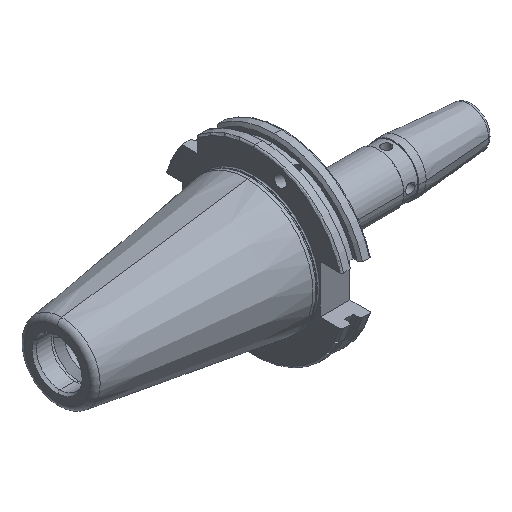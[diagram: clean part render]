
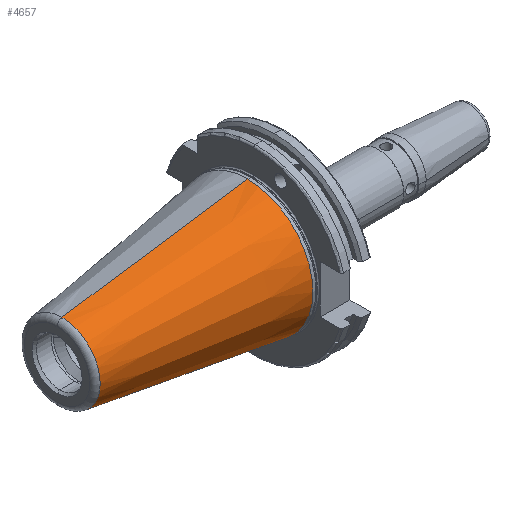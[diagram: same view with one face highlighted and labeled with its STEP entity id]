
A CAD part, isometric view. The second image highlights one B-rep face of the part: STEP entity #4657.
In plain terms, the highlighted conical face has half-angle 8.297 degrees and reference radius 34.925 mm.
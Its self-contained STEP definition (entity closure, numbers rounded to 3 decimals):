
#106 = LINE ( 'NONE', #2857, #1626 ) ;
#142 = VECTOR ( 'NONE', #1163, 1000. ) ;
#342 = CARTESIAN_POINT ( 'NONE',  ( -99.183, -20.461, 0. ) ) ;
#372 = AXIS2_PLACEMENT_3D ( 'NONE', #5203, #2360, #6923 ) ;
#475 = FACE_OUTER_BOUND ( 'NONE', #1480, .T. ) ;
#589 = VERTEX_POINT ( 'NONE', #6726 ) ;
#824 = EDGE_CURVE ( 'NONE', #2382, #3723, #2979, .T. ) ;
#886 = ORIENTED_EDGE ( 'NONE', *, *, #2668, .T. ) ;
#1066 = AXIS2_PLACEMENT_3D ( 'NONE', #6706, #3267, #7294 ) ;
#1163 = DIRECTION ( 'NONE',  ( 0.99, 0.144, 0. ) ) ;
#1480 = EDGE_LOOP ( 'NONE', ( #3031, #3974, #886, #6046 ) ) ;
#1624 = CONICAL_SURFACE ( 'NONE', #372, 34.925, 0.145 ) ;
#1626 = VECTOR ( 'NONE', #4563, 1000. ) ;
#2178 = VERTEX_POINT ( 'NONE', #4879 ) ;
#2360 = DIRECTION ( 'NONE',  ( 1., 0., 0. ) ) ;
#2382 = VERTEX_POINT ( 'NONE', #3720 ) ;
#2668 = EDGE_CURVE ( 'NONE', #2382, #2178, #5066, .T. ) ;
#2857 = CARTESIAN_POINT ( 'NONE',  ( 0., -34.925, 0. ) ) ;
#2874 = CIRCLE ( 'NONE', #4196, 34.925 ) ;
#2979 = CIRCLE ( 'NONE', #1066, 20.461 ) ;
#3031 = ORIENTED_EDGE ( 'NONE', *, *, #7169, .F. ) ;
#3267 = DIRECTION ( 'NONE',  ( -1., 0., 0. ) ) ;
#3330 = DIRECTION ( 'NONE',  ( -1., 0., 0. ) ) ;
#3720 = CARTESIAN_POINT ( 'NONE',  ( -99.183, 20.461, 0. ) ) ;
#3723 = VERTEX_POINT ( 'NONE', #342 ) ;
#3974 = ORIENTED_EDGE ( 'NONE', *, *, #824, .F. ) ;
#4196 = AXIS2_PLACEMENT_3D ( 'NONE', #6759, #3330, #7354 ) ;
#4563 = DIRECTION ( 'NONE',  ( 0.99, -0.144, 0. ) ) ;
#4566 = CARTESIAN_POINT ( 'NONE',  ( 0., 34.925, 0. ) ) ;
#4657 = ADVANCED_FACE ( 'NONE', ( #475 ), #1624, .T. ) ;
#4879 = CARTESIAN_POINT ( 'NONE',  ( 0., 34.925, 0. ) ) ;
#5066 = LINE ( 'NONE', #4566, #142 ) ;
#5203 = CARTESIAN_POINT ( 'NONE',  ( 0., 0., 0. ) ) ;
#5768 = EDGE_CURVE ( 'NONE', #2178, #589, #2874, .T. ) ;
#6046 = ORIENTED_EDGE ( 'NONE', *, *, #5768, .T. ) ;
#6706 = CARTESIAN_POINT ( 'NONE',  ( -99.183, 0., 0. ) ) ;
#6726 = CARTESIAN_POINT ( 'NONE',  ( 0., -34.925, 0. ) ) ;
#6759 = CARTESIAN_POINT ( 'NONE',  ( 0., 0., 0. ) ) ;
#6923 = DIRECTION ( 'NONE',  ( 0., 1., 0. ) ) ;
#7169 = EDGE_CURVE ( 'NONE', #3723, #589, #106, .T. ) ;
#7294 = DIRECTION ( 'NONE',  ( 0., -1., 0. ) ) ;
#7354 = DIRECTION ( 'NONE',  ( 0., -1., 0. ) ) ;
